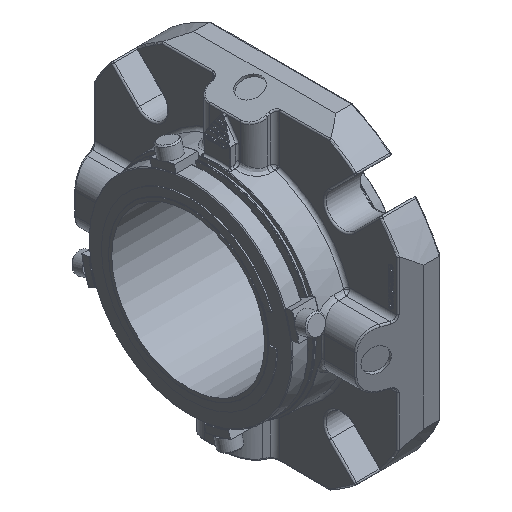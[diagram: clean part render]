
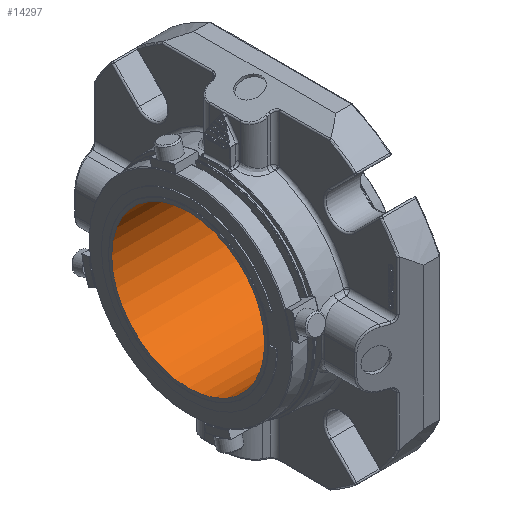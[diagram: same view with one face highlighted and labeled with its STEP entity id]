
A CAD part, isometric view. The second image highlights one B-rep face of the part: STEP entity #14297.
In plain terms, the highlighted cylindrical face has radius 50 mm (diameter 100 mm), a full revolution.
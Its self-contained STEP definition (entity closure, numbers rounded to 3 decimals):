
#3149=ORIENTED_EDGE('',*,*,#7645,.T.);
#3150=ORIENTED_EDGE('',*,*,#7646,.T.);
#7645=EDGE_CURVE('',#9893,#9893,#11313,.T.);
#7646=EDGE_CURVE('',#9894,#9894,#11314,.T.);
#9893=VERTEX_POINT('',#20420);
#9894=VERTEX_POINT('',#20422);
#11313=CIRCLE('',#15226,50.);
#11314=CIRCLE('',#15227,50.);
#12013=EDGE_LOOP('',(#3149));
#12014=EDGE_LOOP('',(#3150));
#13023=FACE_BOUND('',#12013,.T.);
#13024=FACE_BOUND('',#12014,.T.);
#14033=CYLINDRICAL_SURFACE('',#15225,50.);
#14297=ADVANCED_FACE('',(#13023,#13024),#14033,.F.);
#15225=AXIS2_PLACEMENT_3D('',#20418,#16647,#16648);
#15226=AXIS2_PLACEMENT_3D('',#20419,#16649,#16650);
#15227=AXIS2_PLACEMENT_3D('',#20421,#16651,#16652);
#16647=DIRECTION('',(-1.,0.,0.));
#16648=DIRECTION('',(0.,-1.,0.));
#16649=DIRECTION('',(1.,0.,0.));
#16650=DIRECTION('',(0.,0.,-1.));
#16651=DIRECTION('',(-1.,0.,0.));
#16652=DIRECTION('',(0.,0.,1.));
#20418=CARTESIAN_POINT('',(177.965,0.,0.));
#20419=CARTESIAN_POINT('',(10.998,0.,0.));
#20420=CARTESIAN_POINT('',(10.998,0.,-50.));
#20421=CARTESIAN_POINT('',(-72.466,0.,0.));
#20422=CARTESIAN_POINT('',(-72.466,0.,50.));
